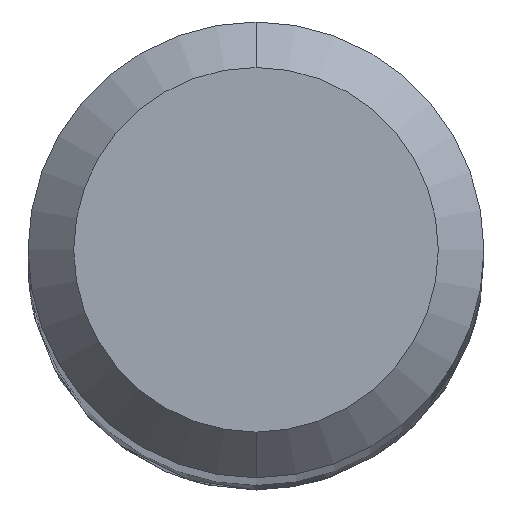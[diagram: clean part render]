
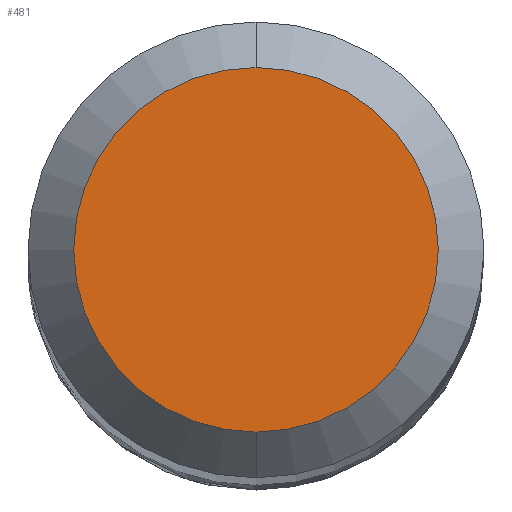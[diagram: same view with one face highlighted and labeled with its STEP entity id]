
A CAD part, top view. The second image highlights one B-rep face of the part: STEP entity #481.
In plain terms, the highlighted planar face has unit normal (0, 0, 1).
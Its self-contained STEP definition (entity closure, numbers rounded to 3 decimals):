
#379=VERTEX_POINT('',#907);
#481=ADVANCED_FACE('',(#1022),#1023,.T.);
#489=EDGE_CURVE('',#519,#379,#1032,.T.);
#519=VERTEX_POINT('',#1062);
#691=EDGE_CURVE('',#379,#519,#1252,.T.);
#907=CARTESIAN_POINT('',(0.,-1.2,0.0));
#1022=FACE_OUTER_BOUND('',#2146,.T.);
#1023=PLANE('',#2147);
#1032=CIRCLE('',#2159,1.2);
#1062=CARTESIAN_POINT('',(0.0,1.2,0.0));
#1252=CIRCLE('',#3741,1.2);
#2146=EDGE_LOOP('',(#4453,#4454));
#2147=AXIS2_PLACEMENT_3D('',#4455,#4456,#4457);
#2159=AXIS2_PLACEMENT_3D('',#4467,#4468,#4469);
#3741=AXIS2_PLACEMENT_3D('',#4662,#4663,#4664);
#4453=ORIENTED_EDGE('',*,*,#489,.F.);
#4454=ORIENTED_EDGE('',*,*,#691,.F.);
#4455=CARTESIAN_POINT('',(0.0,0.6,0.0));
#4456=DIRECTION('',(-0.0,0.0,1.0));
#4457=DIRECTION('',(0.0,-1.0,0.0));
#4467=CARTESIAN_POINT('',(0.0,0.0,0.0));
#4468=DIRECTION('',(0.0,0.0,-1.0));
#4469=DIRECTION('',(0.0,1.0,0.0));
#4662=CARTESIAN_POINT('',(0.0,0.0,0.0));
#4663=DIRECTION('',(0.0,0.0,-1.0));
#4664=DIRECTION('',(0.0,1.0,0.0));
